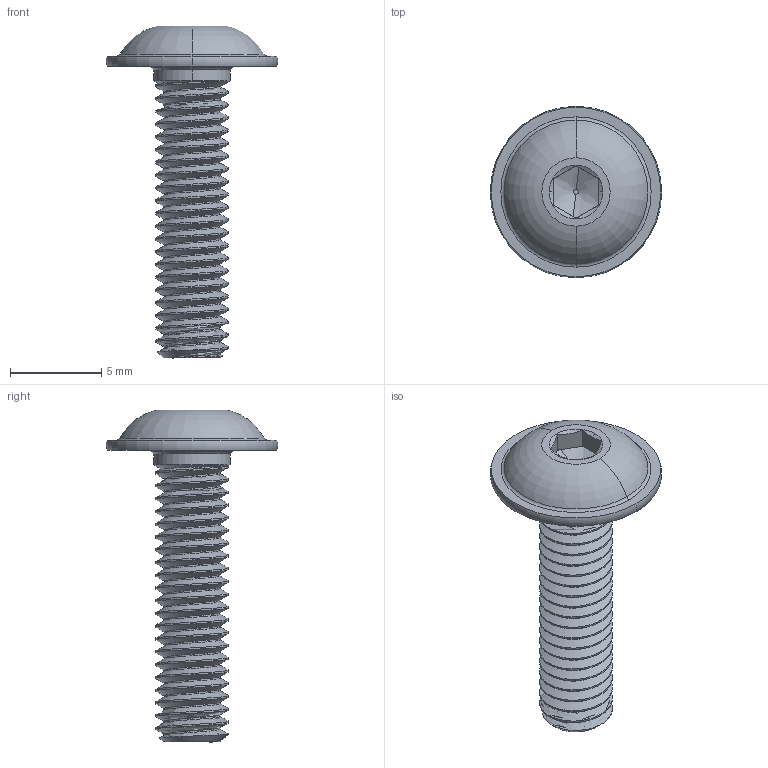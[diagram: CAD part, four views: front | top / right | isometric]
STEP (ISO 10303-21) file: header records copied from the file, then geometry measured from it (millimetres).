
FILE_DESCRIPTION (( 'STEP AP203' ), '1' );
FILE_NAME ('92137A311_Alloy Steel Flanged Button Head Screws.STEP', '2022-12-02T17:24:30', ( 'Administrator' ), ( 'Managed by Terraform' ), 'SwSTEP 2.0', 'SolidWorks 2017', '' );
FILE_SCHEMA (( 'CONFIG_CONTROL_DESIGN' ));
Length unit declared in the file: millimetre
Products named in the file (1): 92137A311_Alloy Steel Flanged Button Head Screws
Bounding box: 9.4 x 9.4 x 18.2 mm (x, y, z)
Volume: 251.2 mm3; surface area: 475.2 mm2
Topology: 1 solids, 1 shells, 84 faces, 226 edges, 147 vertices
Faces by surface type: cylinder 45, plane 17, cone 9, torus 8, bspline 5
Entity records: 5515 total; most frequent: CARTESIAN_POINT 3621, ORIENTED_EDGE 452, DIRECTION 316, EDGE_CURVE 226, VERTEX_POINT 147, AXIS2_PLACEMENT_3D 120, EDGE_LOOP 87, ADVANCED_FACE 84
